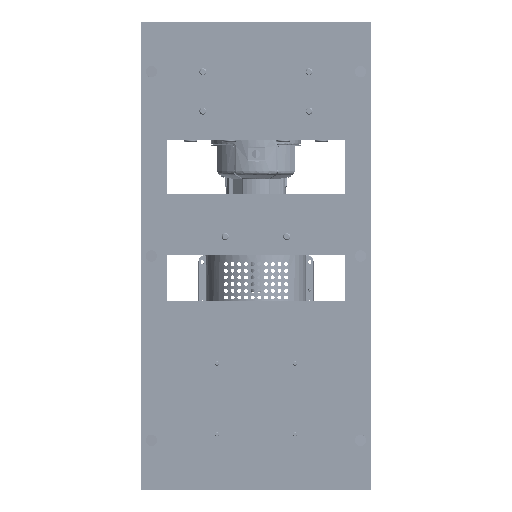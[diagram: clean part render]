
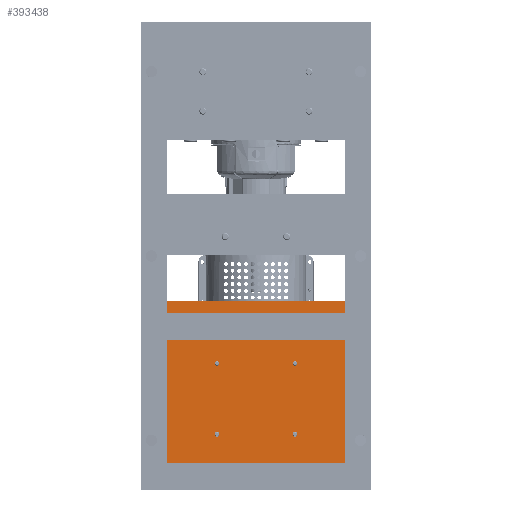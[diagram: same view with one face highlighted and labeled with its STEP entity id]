
A CAD part, front view. The second image highlights one B-rep face of the part: STEP entity #393438.
In plain terms, the highlighted planar face has unit normal (0, -1, 0).
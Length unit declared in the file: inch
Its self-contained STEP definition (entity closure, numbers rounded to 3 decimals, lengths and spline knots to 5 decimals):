
#793 = CARTESIAN_POINT ( 'NONE',  ( 1.90676, 0., 2.75 ) ) ;
#1205 = ORIENTED_EDGE ( 'NONE', *, *, #29480, .F. ) ;
#6931 = CARTESIAN_POINT ( 'NONE',  ( 2.07676, 0., 2.75 ) ) ;
#7893 = CARTESIAN_POINT ( 'NONE',  ( 2.24676, 0., 2.75 ) ) ;
#11251 = CARTESIAN_POINT ( 'NONE',  ( -2.75324, 0., 2.75 ) ) ;
#12039 = VERTEX_POINT ( 'NONE', #204087 ) ;
#22119 = AXIS2_PLACEMENT_3D ( 'NONE', #109892, #240627, #47693 ) ;
#22147 = ORIENTED_EDGE ( 'NONE', *, *, #278650, .F. ) ;
#22172 = LINE ( 'NONE', #78001, #422145 ) ;
#23303 = VERTEX_POINT ( 'NONE', #389647 ) ;
#29480 = EDGE_CURVE ( 'NONE', #45758, #284708, #152204, .T. ) ;
#30531 = DIRECTION ( 'NONE',  ( 0., 0., 1. ) ) ;
#31409 = EDGE_CURVE ( 'NONE', #349169, #45758, #22172, .T. ) ;
#45082 = FACE_OUTER_BOUND ( 'NONE', #354028, .T. ) ;
#45758 = VERTEX_POINT ( 'NONE', #265077 ) ;
#47693 = DIRECTION ( 'NONE',  ( 0., 0., 1. ) ) ;
#53163 = VERTEX_POINT ( 'NONE', #204238 ) ;
#58546 = CARTESIAN_POINT ( 'NONE',  ( 6.5, 0., -7.79 ) ) ;
#59144 = CIRCLE ( 'NONE', #339712, 0.17 ) ;
#64709 = EDGE_CURVE ( 'NONE', #162044, #298234, #183473, .T. ) ;
#65242 = CARTESIAN_POINT ( 'NONE',  ( 2.07676, 0., -2.75 ) ) ;
#70680 = EDGE_CURVE ( 'NONE', #302601, #12039, #59144, .T. ) ;
#76210 = AXIS2_PLACEMENT_3D ( 'NONE', #65242, #260251, #384654 ) ;
#78001 = CARTESIAN_POINT ( 'NONE',  ( -6.5, 0., -7.79 ) ) ;
#79562 = DIRECTION ( 'NONE',  ( 0., 0., 1. ) ) ;
#93979 = CIRCLE ( 'NONE', #374507, 0.17 ) ;
#108251 = DIRECTION ( 'NONE',  ( 0., -1., 0. ) ) ;
#109892 = CARTESIAN_POINT ( 'NONE',  ( 2.07676, 0., 2.75 ) ) ;
#110228 = CARTESIAN_POINT ( 'NONE',  ( 2.24676, 0., -2.75 ) ) ;
#111490 = FACE_BOUND ( 'NONE', #157478, .T. ) ;
#113080 = DIRECTION ( 'NONE',  ( 0., 0., 1. ) ) ;
#122170 = DIRECTION ( 'NONE',  ( 0., 0., 1. ) ) ;
#125482 = CARTESIAN_POINT ( 'NONE',  ( -2.92324, 0., 2.75 ) ) ;
#131134 = DIRECTION ( 'NONE',  ( 0., -1., 0. ) ) ;
#134536 = VECTOR ( 'NONE', #122170, 39.37008 ) ;
#135314 = LINE ( 'NONE', #328294, #240289 ) ;
#138878 = DIRECTION ( 'NONE',  ( 0., -1., 0. ) ) ;
#141188 = EDGE_CURVE ( 'NONE', #23303, #296891, #227080, .T. ) ;
#152204 = LINE ( 'NONE', #250802, #134536 ) ;
#153748 = EDGE_CURVE ( 'NONE', #179279, #322958, #93979, .T. ) ;
#157478 = EDGE_LOOP ( 'NONE', ( #167184, #239775 ) ) ;
#162044 = VERTEX_POINT ( 'NONE', #165181 ) ;
#164650 = ORIENTED_EDGE ( 'NONE', *, *, #31409, .F. ) ;
#165181 = CARTESIAN_POINT ( 'NONE',  ( -3.09324, 0., 2.75 ) ) ;
#167184 = ORIENTED_EDGE ( 'NONE', *, *, #64709, .F. ) ;
#169712 = AXIS2_PLACEMENT_3D ( 'NONE', #193407, #131134, #30531 ) ;
#174714 = DIRECTION ( 'NONE',  ( 0., 0., 1. ) ) ;
#179279 = VERTEX_POINT ( 'NONE', #7893 ) ;
#183473 = CIRCLE ( 'NONE', #169712, 0.17 ) ;
#184794 = EDGE_LOOP ( 'NONE', ( #353712, #333361 ) ) ;
#193407 = CARTESIAN_POINT ( 'NONE',  ( -2.92324, 0., 2.75 ) ) ;
#195444 = AXIS2_PLACEMENT_3D ( 'NONE', #125482, #382724, #416982 ) ;
#198347 = AXIS2_PLACEMENT_3D ( 'NONE', #205125, #331607, #297318 ) ;
#202580 = ORIENTED_EDGE ( 'NONE', *, *, #375999, .F. ) ;
#204087 = CARTESIAN_POINT ( 'NONE',  ( -3.09324, 0., -2.75 ) ) ;
#204238 = CARTESIAN_POINT ( 'NONE',  ( 6.5, 0., 7.79 ) ) ;
#205125 = CARTESIAN_POINT ( 'NONE',  ( -2.92324, 0., -2.75 ) ) ;
#217244 = DIRECTION ( 'NONE',  ( -1., 0., 0. ) ) ;
#226292 = EDGE_CURVE ( 'NONE', #322958, #179279, #316462, .T. ) ;
#227080 = CIRCLE ( 'NONE', #76210, 0.17 ) ;
#235942 = CARTESIAN_POINT ( 'NONE',  ( 0., 0., 0. ) ) ;
#236194 = DIRECTION ( 'NONE',  ( 0., -1., 0. ) ) ;
#239775 = ORIENTED_EDGE ( 'NONE', *, *, #387684, .F. ) ;
#240289 = VECTOR ( 'NONE', #259733, 39.37008 ) ;
#240627 = DIRECTION ( 'NONE',  ( 0., -1., 0. ) ) ;
#244332 = PLANE ( 'NONE',  #292353 ) ;
#248763 = CARTESIAN_POINT ( 'NONE',  ( -6.5, 0., 7.79 ) ) ;
#250802 = CARTESIAN_POINT ( 'NONE',  ( -6.5, 0., -7.79 ) ) ;
#255891 = ORIENTED_EDGE ( 'NONE', *, *, #70680, .F. ) ;
#259575 = CARTESIAN_POINT ( 'NONE',  ( -6.5, 0., 7.79 ) ) ;
#259733 = DIRECTION ( 'NONE',  ( 0., 0., -1. ) ) ;
#260251 = DIRECTION ( 'NONE',  ( 0., -1., 0. ) ) ;
#260420 = CARTESIAN_POINT ( 'NONE',  ( -2.75324, 0., -2.75 ) ) ;
#265077 = CARTESIAN_POINT ( 'NONE',  ( -6.5, 0., -7.79 ) ) ;
#273220 = CARTESIAN_POINT ( 'NONE',  ( 2.07676, 0., -2.75 ) ) ;
#275934 = CARTESIAN_POINT ( 'NONE',  ( -2.92324, 0., -2.75 ) ) ;
#278650 = EDGE_CURVE ( 'NONE', #12039, #302601, #348850, .T. ) ;
#284065 = EDGE_CURVE ( 'NONE', #296891, #23303, #356465, .T. ) ;
#284708 = VERTEX_POINT ( 'NONE', #259575 ) ;
#289452 = ORIENTED_EDGE ( 'NONE', *, *, #284065, .F. ) ;
#292353 = AXIS2_PLACEMENT_3D ( 'NONE', #235942, #368724, #405066 ) ;
#296891 = VERTEX_POINT ( 'NONE', #110228 ) ;
#297318 = DIRECTION ( 'NONE',  ( 0., 0., 1. ) ) ;
#298234 = VERTEX_POINT ( 'NONE', #11251 ) ;
#302601 = VERTEX_POINT ( 'NONE', #260420 ) ;
#306535 = FACE_BOUND ( 'NONE', #184794, .T. ) ;
#308801 = VECTOR ( 'NONE', #381579, 39.37008 ) ;
#316462 = CIRCLE ( 'NONE', #22119, 0.17 ) ;
#322958 = VERTEX_POINT ( 'NONE', #793 ) ;
#328294 = CARTESIAN_POINT ( 'NONE',  ( 6.5, 0., -7.79 ) ) ;
#331607 = DIRECTION ( 'NONE',  ( 0., -1., 0. ) ) ;
#333361 = ORIENTED_EDGE ( 'NONE', *, *, #153748, .F. ) ;
#339712 = AXIS2_PLACEMENT_3D ( 'NONE', #275934, #138878, #113080 ) ;
#345783 = ORIENTED_EDGE ( 'NONE', *, *, #416163, .F. ) ;
#348850 = CIRCLE ( 'NONE', #198347, 0.17 ) ;
#349169 = VERTEX_POINT ( 'NONE', #58546 ) ;
#353712 = ORIENTED_EDGE ( 'NONE', *, *, #226292, .F. ) ;
#354028 = EDGE_LOOP ( 'NONE', ( #202580, #345783, #1205, #164650 ) ) ;
#356465 = CIRCLE ( 'NONE', #411204, 0.17 ) ;
#368724 = DIRECTION ( 'NONE',  ( 0., 1., 0. ) ) ;
#372940 = FACE_BOUND ( 'NONE', #382309, .T. ) ;
#373156 = CIRCLE ( 'NONE', #195444, 0.17 ) ;
#374507 = AXIS2_PLACEMENT_3D ( 'NONE', #6931, #236194, #79562 ) ;
#375038 = FACE_BOUND ( 'NONE', #382829, .T. ) ;
#375999 = EDGE_CURVE ( 'NONE', #53163, #349169, #135314, .T. ) ;
#381579 = DIRECTION ( 'NONE',  ( 1., 0., 0. ) ) ;
#382309 = EDGE_LOOP ( 'NONE', ( #382488, #289452 ) ) ;
#382488 = ORIENTED_EDGE ( 'NONE', *, *, #141188, .F. ) ;
#382724 = DIRECTION ( 'NONE',  ( 0., -1., 0. ) ) ;
#382829 = EDGE_LOOP ( 'NONE', ( #22147, #255891 ) ) ;
#384654 = DIRECTION ( 'NONE',  ( 0., 0., 1. ) ) ;
#387684 = EDGE_CURVE ( 'NONE', #298234, #162044, #373156, .T. ) ;
#389647 = CARTESIAN_POINT ( 'NONE',  ( 1.90676, 0., -2.75 ) ) ;
#393438 = ADVANCED_FACE ( 'NONE', ( #372940, #375038, #111490, #306535, #45082 ), #244332, .F. ) ;
#405066 = DIRECTION ( 'NONE',  ( 0., 0., 1. ) ) ;
#411204 = AXIS2_PLACEMENT_3D ( 'NONE', #273220, #108251, #174714 ) ;
#411603 = LINE ( 'NONE', #248763, #308801 ) ;
#416163 = EDGE_CURVE ( 'NONE', #284708, #53163, #411603, .T. ) ;
#416982 = DIRECTION ( 'NONE',  ( 0., 0., 1. ) ) ;
#422145 = VECTOR ( 'NONE', #217244, 39.37008 ) ;
